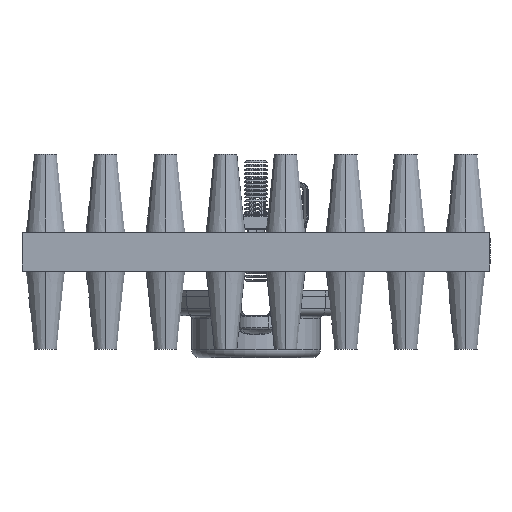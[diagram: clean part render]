
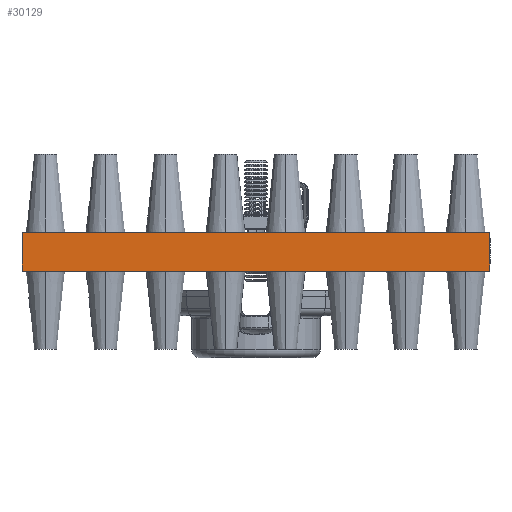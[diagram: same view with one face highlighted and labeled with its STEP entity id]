
A CAD part, left-side view. The second image highlights one B-rep face of the part: STEP entity #30129.
In plain terms, the highlighted planar face has unit normal (-1, 0, 0).
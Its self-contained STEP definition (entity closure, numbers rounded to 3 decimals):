
#799 = DIRECTION ( 'NONE',  ( -1., 0., 0. ) ) ;
#1138 = CARTESIAN_POINT ( 'NONE',  ( -50., -30., -2.5 ) ) ;
#1440 = LINE ( 'NONE', #7364, #24921 ) ;
#2848 = EDGE_CURVE ( 'NONE', #3662, #18865, #1440, .T. ) ;
#3662 = VERTEX_POINT ( 'NONE', #1138 ) ;
#7095 = DIRECTION ( 'NONE',  ( 0., -1., 0. ) ) ;
#7364 = CARTESIAN_POINT ( 'NONE',  ( -50., -30., -2.5 ) ) ;
#8027 = EDGE_CURVE ( 'NONE', #40464, #3662, #22514, .T. ) ;
#8884 = EDGE_CURVE ( 'NONE', #25861, #18865, #36950, .T. ) ;
#14931 = LINE ( 'NONE', #40695, #30983 ) ;
#18445 = ORIENTED_EDGE ( 'NONE', *, *, #8027, .T. ) ;
#18725 = EDGE_CURVE ( 'NONE', #40464, #25861, #14931, .T. ) ;
#18865 = VERTEX_POINT ( 'NONE', #19905 ) ;
#18907 = CARTESIAN_POINT ( 'NONE',  ( -50., 30., 2.5 ) ) ;
#19552 = EDGE_LOOP ( 'NONE', ( #40600, #37873, #36130, #18445 ) ) ;
#19905 = CARTESIAN_POINT ( 'NONE',  ( -50., -30., 2.5 ) ) ;
#19943 = CARTESIAN_POINT ( 'NONE',  ( -50., 30., -2.5 ) ) ;
#20192 = DIRECTION ( 'NONE',  ( 0., 0., 1. ) ) ;
#21117 = DIRECTION ( 'NONE',  ( 0., -1., 0. ) ) ;
#21500 = VECTOR ( 'NONE', #7095, 1000. ) ;
#22514 = LINE ( 'NONE', #23034, #21500 ) ;
#22750 = CARTESIAN_POINT ( 'NONE',  ( -50., 30., -2.5 ) ) ;
#23034 = CARTESIAN_POINT ( 'NONE',  ( -50., 30., -2.5 ) ) ;
#23198 = DIRECTION ( 'NONE',  ( 0., -1., 0. ) ) ;
#24219 = CARTESIAN_POINT ( 'NONE',  ( -50., 30., 2.5 ) ) ;
#24921 = VECTOR ( 'NONE', #20192, 1000. ) ;
#25861 = VERTEX_POINT ( 'NONE', #18907 ) ;
#28404 = VECTOR ( 'NONE', #21117, 1000. ) ;
#30129 = ADVANCED_FACE ( 'NONE', ( #38902 ), #35839, .T. ) ;
#30983 = VECTOR ( 'NONE', #34693, 1000. ) ;
#34259 = AXIS2_PLACEMENT_3D ( 'NONE', #19943, #799, #23198 ) ;
#34693 = DIRECTION ( 'NONE',  ( 0., 0., 1. ) ) ;
#35839 = PLANE ( 'NONE',  #34259 ) ;
#36130 = ORIENTED_EDGE ( 'NONE', *, *, #18725, .F. ) ;
#36950 = LINE ( 'NONE', #24219, #28404 ) ;
#37873 = ORIENTED_EDGE ( 'NONE', *, *, #8884, .F. ) ;
#38902 = FACE_OUTER_BOUND ( 'NONE', #19552, .T. ) ;
#40464 = VERTEX_POINT ( 'NONE', #22750 ) ;
#40600 = ORIENTED_EDGE ( 'NONE', *, *, #2848, .T. ) ;
#40695 = CARTESIAN_POINT ( 'NONE',  ( -50., 30., -2.5 ) ) ;
